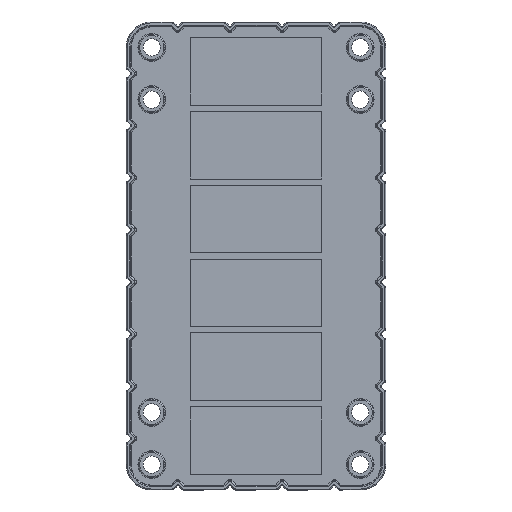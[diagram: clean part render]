
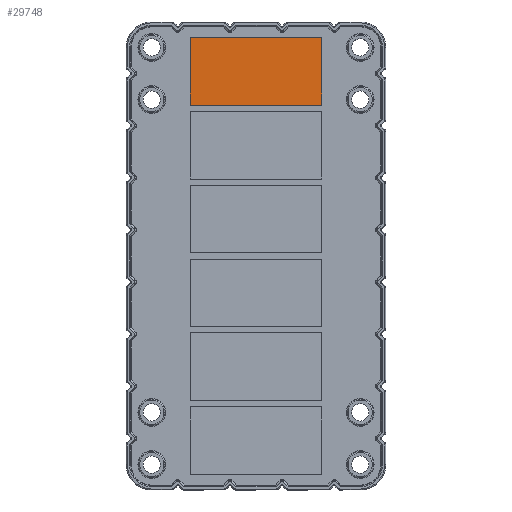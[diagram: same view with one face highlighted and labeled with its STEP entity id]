
A CAD part, top view. The second image highlights one B-rep face of the part: STEP entity #29748.
In plain terms, the highlighted planar face has unit normal (0, 0, 1).
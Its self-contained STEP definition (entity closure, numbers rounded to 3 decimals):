
#2262 = CARTESIAN_POINT ( 'NONE',  ( -16., 53.25, 0.85 ) ) ;
#4648 = AXIS2_PLACEMENT_3D ( 'NONE', #38887, #38608, #38483 ) ;
#4685 = ORIENTED_EDGE ( 'NONE', *, *, #24630, .T. ) ;
#5224 = VERTEX_POINT ( 'NONE', #14360 ) ;
#5511 = DIRECTION ( 'NONE',  ( 0., -1., 0. ) ) ;
#7144 = CARTESIAN_POINT ( 'NONE',  ( -16., 53.25, 0.85 ) ) ;
#7201 = LINE ( 'NONE', #2262, #33062 ) ;
#10793 = CARTESIAN_POINT ( 'NONE',  ( 16., 36.75, 0.85 ) ) ;
#10972 = LINE ( 'NONE', #10793, #30002 ) ;
#12439 = VERTEX_POINT ( 'NONE', #33084 ) ;
#14360 = CARTESIAN_POINT ( 'NONE',  ( 16., 36.75, 0.85 ) ) ;
#15677 = PLANE ( 'NONE',  #4648 ) ;
#16255 = VERTEX_POINT ( 'NONE', #7144 ) ;
#20717 = EDGE_CURVE ( 'NONE', #39545, #5224, #32690, .T. ) ;
#23760 = FACE_OUTER_BOUND ( 'NONE', #31996, .T. ) ;
#24486 = VECTOR ( 'NONE', #29927, 1000. ) ;
#24630 = EDGE_CURVE ( 'NONE', #12439, #16255, #27492, .T. ) ;
#27492 = LINE ( 'NONE', #36970, #27579 ) ;
#27579 = VECTOR ( 'NONE', #36700, 1000. ) ;
#28898 = ORIENTED_EDGE ( 'NONE', *, *, #20717, .T. ) ;
#29748 = ADVANCED_FACE ( 'NONE', ( #23760 ), #15677, .T. ) ;
#29927 = DIRECTION ( 'NONE',  ( 1., 0., 0. ) ) ;
#30002 = VECTOR ( 'NONE', #36580, 1000. ) ;
#31464 = CARTESIAN_POINT ( 'NONE',  ( -16., 36.75, 0.85 ) ) ;
#31996 = EDGE_LOOP ( 'NONE', ( #33087, #28898, #37605, #4685 ) ) ;
#32690 = LINE ( 'NONE', #35823, #24486 ) ;
#33062 = VECTOR ( 'NONE', #5511, 1000. ) ;
#33084 = CARTESIAN_POINT ( 'NONE',  ( 16., 53.25, 0.85 ) ) ;
#33087 = ORIENTED_EDGE ( 'NONE', *, *, #41462, .T. ) ;
#34250 = EDGE_CURVE ( 'NONE', #5224, #12439, #10972, .T. ) ;
#35823 = CARTESIAN_POINT ( 'NONE',  ( -16., 36.75, 0.85 ) ) ;
#36580 = DIRECTION ( 'NONE',  ( 0., 1., 0. ) ) ;
#36700 = DIRECTION ( 'NONE',  ( -1., 0., 0. ) ) ;
#36970 = CARTESIAN_POINT ( 'NONE',  ( 16., 53.25, 0.85 ) ) ;
#37605 = ORIENTED_EDGE ( 'NONE', *, *, #34250, .T. ) ;
#38483 = DIRECTION ( 'NONE',  ( 1., 0., 0. ) ) ;
#38608 = DIRECTION ( 'NONE',  ( 0., 0., 1. ) ) ;
#38887 = CARTESIAN_POINT ( 'NONE',  ( 0., 0., 0.85 ) ) ;
#39545 = VERTEX_POINT ( 'NONE', #31464 ) ;
#41462 = EDGE_CURVE ( 'NONE', #16255, #39545, #7201, .T. ) ;
